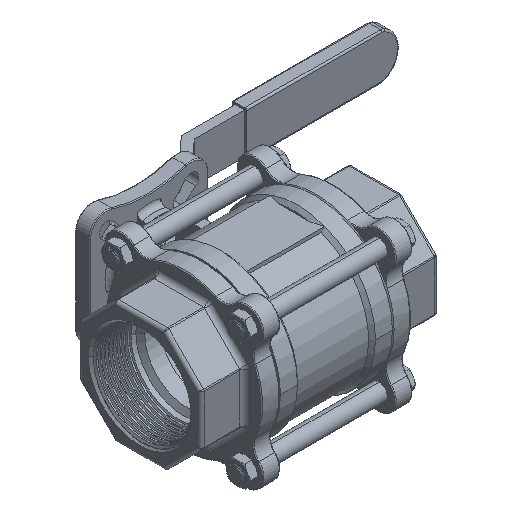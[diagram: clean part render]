
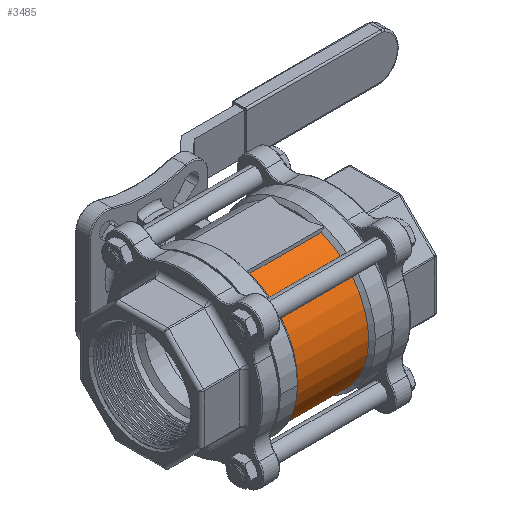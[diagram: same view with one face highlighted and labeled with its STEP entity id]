
A CAD part, isometric view. The second image highlights one B-rep face of the part: STEP entity #3485.
In plain terms, the highlighted cylindrical face has radius 44 mm (diameter 88 mm), a partial arc.
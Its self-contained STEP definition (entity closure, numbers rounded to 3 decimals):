
#46=CARTESIAN_POINT('',(0.,0.,21.));
#47=DIRECTION('',(0.,0.,-1.));
#48=DIRECTION('',(-0.932,0.364,0.));
#49=AXIS2_PLACEMENT_3D('',#46,#47,#48);
#56=CARTESIAN_POINT('',(40.988,16.,21.));
#134=CARTESIAN_POINT('',(-40.988,16.,21.));
#141=DIRECTION('',(0.,0.,1.));
#142=VECTOR('',#141,42.);
#143=CARTESIAN_POINT('',(40.988,16.,-21.));
#144=LINE('',#143,#142);
#145=DIRECTION('',(0.,0.,1.));
#146=VECTOR('',#145,42.);
#147=CARTESIAN_POINT('',(-40.988,16.,-21.));
#148=LINE('',#147,#146);
#317=CARTESIAN_POINT('',(40.988,16.,-21.));
#319=CARTESIAN_POINT('',(0.,0.,-21.));
#320=DIRECTION('',(0.,0.,1.));
#321=DIRECTION('',(0.932,0.364,0.));
#322=AXIS2_PLACEMENT_3D('',#319,#320,#321);
#324=CARTESIAN_POINT('',(-40.988,16.,-21.));
#2804=VERTEX_POINT('',#324);
#2810=VERTEX_POINT('',#134);
#2816=VERTEX_POINT('',#317);
#2822=VERTEX_POINT('',#56);
#3471=CARTESIAN_POINT('',(0.,0.,-36.3));
#3472=DIRECTION('',(0.,0.,1.));
#3473=DIRECTION('',(0.,1.,0.));
#3474=AXIS2_PLACEMENT_3D('',#3471,#3472,#3473);
#3475=CYLINDRICAL_SURFACE('',#3474,44.);
#3477=ORIENTED_EDGE('',*,*,#3476,.F.);
#3479=ORIENTED_EDGE('',*,*,#3478,.T.);
#3480=ORIENTED_EDGE('',*,*,#3435,.F.);
#3482=ORIENTED_EDGE('',*,*,#3481,.F.);
#3483=EDGE_LOOP('',(#3477,#3479,#3480,#3482));
#3484=FACE_OUTER_BOUND('',#3483,.F.);
#50=CIRCLE('',#49,44.);
#323=CIRCLE('',#322,44.);
#3435=EDGE_CURVE('',#2810,#2822,#50,.T.);
#3476=EDGE_CURVE('',#2816,#2804,#323,.T.);
#3478=EDGE_CURVE('',#2816,#2822,#144,.T.);
#3481=EDGE_CURVE('',#2804,#2810,#148,.T.);
#3485=ADVANCED_FACE('',(#3484),#3475,.T.);
